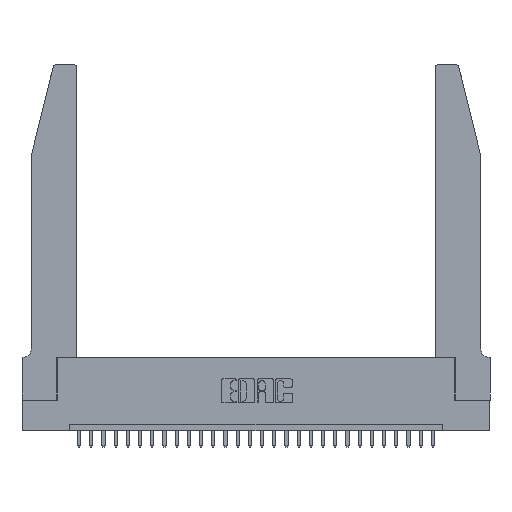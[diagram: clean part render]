
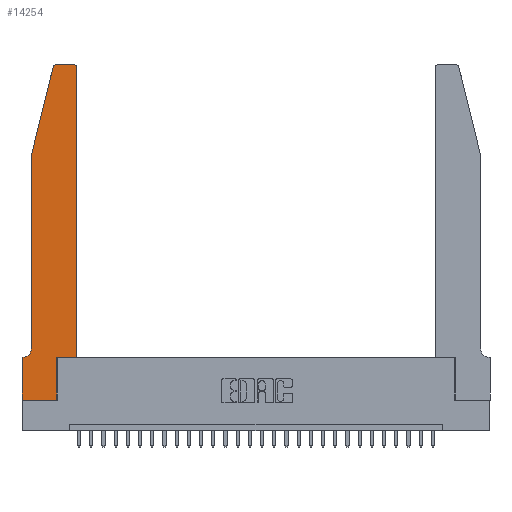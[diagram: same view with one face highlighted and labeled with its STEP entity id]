
A CAD part, top view. The second image highlights one B-rep face of the part: STEP entity #14254.
In plain terms, the highlighted planar face has unit normal (0, 0, 1).
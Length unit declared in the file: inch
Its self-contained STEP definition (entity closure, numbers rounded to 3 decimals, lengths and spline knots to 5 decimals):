
#44 = VECTOR ( 'NONE', #684, 39.37008 ) ;
#200 = VERTEX_POINT ( 'NONE', #13532 ) ;
#216 = ORIENTED_EDGE ( 'NONE', *, *, #24144, .T. ) ;
#531 = CARTESIAN_POINT ( 'NONE',  ( 0.4505, 0.35, 0.37 ) ) ;
#684 = DIRECTION ( 'NONE',  ( 0., -1., 0. ) ) ;
#1539 = AXIS2_PLACEMENT_3D ( 'NONE', #1867, #19759, #13702 ) ;
#1847 = FACE_OUTER_BOUND ( 'NONE', #18446, .T. ) ;
#1867 = CARTESIAN_POINT ( 'NONE',  ( 0.4205, 2.72, 0.37 ) ) ;
#2062 = CARTESIAN_POINT ( 'NONE',  ( 0., 0., 0.37 ) ) ;
#2075 = CARTESIAN_POINT ( 'NONE',  ( 0., 0.35, 0.37 ) ) ;
#2453 = VECTOR ( 'NONE', #21481, 39.37008 ) ;
#2691 = DIRECTION ( 'NONE',  ( 0., 0., 1. ) ) ;
#2912 = CARTESIAN_POINT ( 'NONE',  ( 0.0755, 2., 0.37 ) ) ;
#3379 = EDGE_CURVE ( 'NONE', #10058, #7415, #13658, .T. ) ;
#3580 = EDGE_CURVE ( 'NONE', #5844, #10058, #6343, .T. ) ;
#4076 = EDGE_CURVE ( 'NONE', #5671, #200, #27299, .T. ) ;
#5650 = VECTOR ( 'NONE', #17457, 39.37008 ) ;
#5671 = VERTEX_POINT ( 'NONE', #9692 ) ;
#5830 = VERTEX_POINT ( 'NONE', #10555 ) ;
#5844 = VERTEX_POINT ( 'NONE', #26255 ) ;
#6128 = VERTEX_POINT ( 'NONE', #18989 ) ;
#6195 = VECTOR ( 'NONE', #28716, 39.37008 ) ;
#6343 = LINE ( 'NONE', #23886, #5650 ) ;
#6564 = DIRECTION ( 'NONE',  ( 1., 0., 0. ) ) ;
#6960 = DIRECTION ( 'NONE',  ( 1., 0., 0. ) ) ;
#7039 = VECTOR ( 'NONE', #6960, 39.37008 ) ;
#7284 = VECTOR ( 'NONE', #17436, 39.37008 ) ;
#7324 = EDGE_CURVE ( 'NONE', #25483, #5844, #18382, .T. ) ;
#7415 = VERTEX_POINT ( 'NONE', #8757 ) ;
#7457 = CARTESIAN_POINT ( 'NONE',  ( 0.0755, 2., 0.37 ) ) ;
#7788 = VERTEX_POINT ( 'NONE', #25871 ) ;
#8305 = DIRECTION ( 'NONE',  ( 0., -1., 0. ) ) ;
#8456 = CARTESIAN_POINT ( 'NONE',  ( 0.4505, 0.35, 0.37 ) ) ;
#8757 = CARTESIAN_POINT ( 'NONE',  ( 0.4505, 0.35, 0.37 ) ) ;
#8810 = ORIENTED_EDGE ( 'NONE', *, *, #17242, .T. ) ;
#9337 = ORIENTED_EDGE ( 'NONE', *, *, #17048, .T. ) ;
#9588 = EDGE_CURVE ( 'NONE', #7788, #6128, #14701, .T. ) ;
#9692 = CARTESIAN_POINT ( 'NONE',  ( 0.0755, 2., 0.37 ) ) ;
#10003 = CARTESIAN_POINT ( 'NONE',  ( 0.0755, 0.35, 0.37 ) ) ;
#10058 = VERTEX_POINT ( 'NONE', #23963 ) ;
#10312 = EDGE_CURVE ( 'NONE', #15203, #5830, #20305, .T. ) ;
#10346 = EDGE_CURVE ( 'NONE', #14711, #19479, #14293, .T. ) ;
#10358 = DIRECTION ( 'NONE',  ( 1., 0., 0. ) ) ;
#10461 = CARTESIAN_POINT ( 'NONE',  ( 0., 0., 0.37 ) ) ;
#10555 = CARTESIAN_POINT ( 'NONE',  ( 0.4205, 2.75, 0.37 ) ) ;
#10580 = CARTESIAN_POINT ( 'NONE',  ( 0.2605, 2.75, 0.37 ) ) ;
#10924 = EDGE_CURVE ( 'NONE', #7415, #15203, #14622, .T. ) ;
#10946 = LINE ( 'NONE', #7457, #17939 ) ;
#11197 = PLANE ( 'NONE',  #25771 ) ;
#11380 = ORIENTED_EDGE ( 'NONE', *, *, #9588, .T. ) ;
#13198 = LINE ( 'NONE', #10580, #6195 ) ;
#13244 = ORIENTED_EDGE ( 'NONE', *, *, #4076, .T. ) ;
#13532 = CARTESIAN_POINT ( 'NONE',  ( 0.0755, 0.42, 0.37 ) ) ;
#13658 = LINE ( 'NONE', #531, #7039 ) ;
#13702 = DIRECTION ( 'NONE',  ( 1., 0., 0. ) ) ;
#14254 = ADVANCED_FACE ( 'NONE', ( #1847 ), #11197, .T. ) ;
#14293 = LINE ( 'NONE', #10003, #2453 ) ;
#14622 = LINE ( 'NONE', #8456, #7284 ) ;
#14701 = CIRCLE ( 'NONE', #28686, 0.03 ) ;
#14711 = VERTEX_POINT ( 'NONE', #23332 ) ;
#14897 = LINE ( 'NONE', #21535, #21960 ) ;
#15203 = VERTEX_POINT ( 'NONE', #26035 ) ;
#16490 = CARTESIAN_POINT ( 'NONE',  ( 0.0055, 0.42, 0.37 ) ) ;
#17048 = EDGE_CURVE ( 'NONE', #200, #14711, #27937, .T. ) ;
#17242 = EDGE_CURVE ( 'NONE', #5830, #7788, #13198, .T. ) ;
#17436 = DIRECTION ( 'NONE',  ( 0., 1., 0. ) ) ;
#17457 = DIRECTION ( 'NONE',  ( 0., 1., 0. ) ) ;
#17939 = VECTOR ( 'NONE', #18534, 39.37008 ) ;
#18154 = AXIS2_PLACEMENT_3D ( 'NONE', #16490, #18679, #21049 ) ;
#18234 = CARTESIAN_POINT ( 'NONE',  ( 0.284, 2.72, 0.37 ) ) ;
#18382 = LINE ( 'NONE', #10461, #23677 ) ;
#18446 = EDGE_LOOP ( 'NONE', ( #8810, #11380, #216, #13244, #9337, #22885, #28518, #24546, #21678, #22501, #19271, #28221 ) ) ;
#18534 = DIRECTION ( 'NONE',  ( -0.239, -0.971, 0. ) ) ;
#18679 = DIRECTION ( 'NONE',  ( 0., 0., -1. ) ) ;
#18989 = CARTESIAN_POINT ( 'NONE',  ( 0.25487, 2.72718, 0.37 ) ) ;
#19271 = ORIENTED_EDGE ( 'NONE', *, *, #10924, .T. ) ;
#19479 = VERTEX_POINT ( 'NONE', #2075 ) ;
#19759 = DIRECTION ( 'NONE',  ( 0., 0., 1. ) ) ;
#20305 = CIRCLE ( 'NONE', #1539, 0.03 ) ;
#21049 = DIRECTION ( 'NONE',  ( -1., 0., 0. ) ) ;
#21481 = DIRECTION ( 'NONE',  ( -1., 0., 0. ) ) ;
#21535 = CARTESIAN_POINT ( 'NONE',  ( 0., 0., 0.37 ) ) ;
#21678 = ORIENTED_EDGE ( 'NONE', *, *, #3580, .T. ) ;
#21960 = VECTOR ( 'NONE', #8305, 39.37008 ) ;
#22501 = ORIENTED_EDGE ( 'NONE', *, *, #3379, .T. ) ;
#22885 = ORIENTED_EDGE ( 'NONE', *, *, #10346, .T. ) ;
#23332 = CARTESIAN_POINT ( 'NONE',  ( 0.0055, 0.35, 0.37 ) ) ;
#23677 = VECTOR ( 'NONE', #6564, 39.37008 ) ;
#23886 = CARTESIAN_POINT ( 'NONE',  ( 0.2865, 0.35, 0.37 ) ) ;
#23963 = CARTESIAN_POINT ( 'NONE',  ( 0.2865, 0.35, 0.37 ) ) ;
#24144 = EDGE_CURVE ( 'NONE', #6128, #5671, #10946, .T. ) ;
#24452 = CARTESIAN_POINT ( 'NONE',  ( 0., 0.35, 0.37 ) ) ;
#24546 = ORIENTED_EDGE ( 'NONE', *, *, #7324, .T. ) ;
#24990 = DIRECTION ( 'NONE',  ( 1., 0., 0. ) ) ;
#25483 = VERTEX_POINT ( 'NONE', #2062 ) ;
#25771 = AXIS2_PLACEMENT_3D ( 'NONE', #24452, #27415, #10358 ) ;
#25871 = CARTESIAN_POINT ( 'NONE',  ( 0.284, 2.75, 0.37 ) ) ;
#26035 = CARTESIAN_POINT ( 'NONE',  ( 0.4505, 2.72, 0.37 ) ) ;
#26255 = CARTESIAN_POINT ( 'NONE',  ( 0.2865, 0., 0.37 ) ) ;
#26692 = EDGE_CURVE ( 'NONE', #19479, #25483, #14897, .T. ) ;
#27299 = LINE ( 'NONE', #2912, #44 ) ;
#27415 = DIRECTION ( 'NONE',  ( 0., 0., 1. ) ) ;
#27937 = CIRCLE ( 'NONE', #18154, 0.07 ) ;
#28221 = ORIENTED_EDGE ( 'NONE', *, *, #10312, .T. ) ;
#28518 = ORIENTED_EDGE ( 'NONE', *, *, #26692, .T. ) ;
#28686 = AXIS2_PLACEMENT_3D ( 'NONE', #18234, #2691, #24990 ) ;
#28716 = DIRECTION ( 'NONE',  ( -1., 0., 0. ) ) ;
